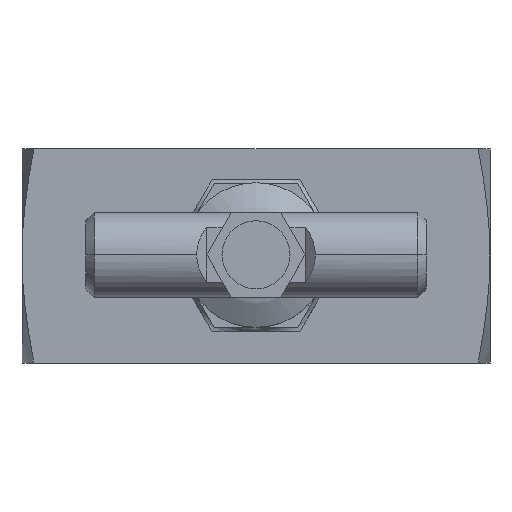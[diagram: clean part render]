
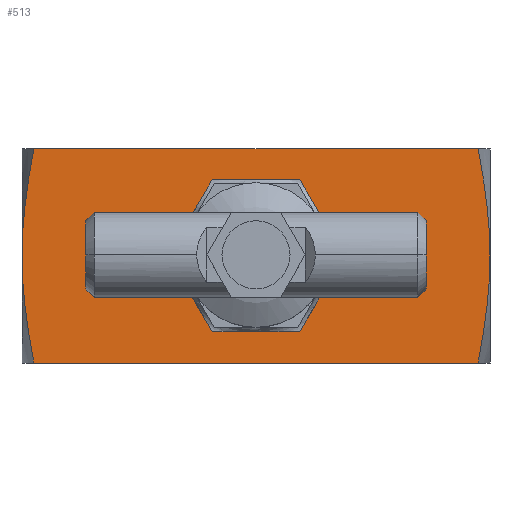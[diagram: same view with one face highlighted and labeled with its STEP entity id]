
A CAD part, top view. The second image highlights one B-rep face of the part: STEP entity #513.
In plain terms, the highlighted planar face has unit normal (0, 0, 1).
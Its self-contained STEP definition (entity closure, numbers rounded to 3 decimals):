
#270=CARTESIAN_POINT('POINT19',(0.,0.,
   16.002));
#271=VERTEX_POINT('VERTEX19',#270);
#355=CARTESIAN_POINT('POINT24',(69.85,0.,16.002));
#356=VERTEX_POINT('VERTEX24',#355);
#376=CARTESIAN_POINT('POINT25',(68.074,-16.002,
   16.002));
#377=VERTEX_POINT('VERTEX25',#376);
#384=CARTESIAN_POINT('POINT26',(1.776,-16.002,
   16.002));
#385=VERTEX_POINT('VERTEX26',#384);
#386=CARTESIAN_POINT('POS30',(34.925,-16.002,16.002));
#387=DIRECTION('DIR49',(1.,0.,0.));
#388=VECTOR('VEC11',#387,25.4);
#389=LINE('STRAIGHT11',#386,#388);
#390=EDGE_CURVE('EDGE40',#385,#377,#389,.T.);
#408=(BOUNDED_CURVE() B_SPLINE_CURVE(2,(#409,#410,#411),.UNSPECIFIED.,
   .F.,.F.) B_SPLINE_CURVE_WITH_KNOTS((3,3),(0.635,
   1.269),.UNSPECIFIED.) CURVE() 
   GEOMETRIC_REPRESENTATION_ITEM() RATIONAL_B_SPLINE_CURVE((1.,
   1.099,1.)) REPRESENTATION_ITEM('SPLINE_CRV11'))
   ;
#409=CARTESIAN_POINT('',(0.,0.,16.002));
#410=CARTESIAN_POINT('',(0.,-6.628,
   16.002));
#411=CARTESIAN_POINT('',(1.776,-16.002,16.002))
   ;
#412=EDGE_CURVE('EDGE42',#271,#385,#408,.T.);
#419=CARTESIAN_POINT('POINT27',(1.776,16.002,
   16.002));
#420=VERTEX_POINT('VERTEX27',#419);
#421=(BOUNDED_CURVE() B_SPLINE_CURVE(2,(#422,#423,#424),.UNSPECIFIED.,
   .F.,.F.) B_SPLINE_CURVE_WITH_KNOTS((3,3),(0.,
   0.635),.UNSPECIFIED.) CURVE() 
   GEOMETRIC_REPRESENTATION_ITEM() RATIONAL_B_SPLINE_CURVE((1.,
   1.099,1.)) REPRESENTATION_ITEM('SPLINE_CRV12'))
   ;
#422=CARTESIAN_POINT('',(1.776,16.002,16.002));
#423=CARTESIAN_POINT('',(0.,6.628,
   16.002));
#424=CARTESIAN_POINT('',(0.,0.,16.002));
#425=EDGE_CURVE('EDGE43',#420,#271,#421,.T.);
#441=CARTESIAN_POINT('POINT28',(68.074,16.002,
   16.002));
#442=VERTEX_POINT('VERTEX28',#441);
#443=CARTESIAN_POINT('POS32',(34.925,16.002,16.002));
#444=DIRECTION('DIR52',(-1.,0.,0.));
#445=VECTOR('VEC12',#444,25.4);
#446=LINE('STRAIGHT12',#443,#445);
#447=EDGE_CURVE('EDGE45',#442,#420,#446,.T.);
#464=(BOUNDED_CURVE() B_SPLINE_CURVE(2,(#465,#466,#467),.UNSPECIFIED.,
   .F.,.F.) B_SPLINE_CURVE_WITH_KNOTS((3,3),(0.635,
   1.269),.UNSPECIFIED.) CURVE() 
   GEOMETRIC_REPRESENTATION_ITEM() RATIONAL_B_SPLINE_CURVE((1.,
   1.099,1.)) REPRESENTATION_ITEM('SPLINE_CRV15'))
   ;
#465=CARTESIAN_POINT('',(69.85,0.,16.002));
#466=CARTESIAN_POINT('',(69.85,6.628,16.002));
#467=CARTESIAN_POINT('',(68.074,16.002,
   16.002));
#468=EDGE_CURVE('EDGE47',#356,#442,#464,.T.);
#476=(BOUNDED_CURVE() B_SPLINE_CURVE(2,(#477,#478,#479),.UNSPECIFIED.,
   .F.,.F.) B_SPLINE_CURVE_WITH_KNOTS((3,3),(0.,
   0.635),.UNSPECIFIED.) CURVE() 
   GEOMETRIC_REPRESENTATION_ITEM() RATIONAL_B_SPLINE_CURVE((1.,
   1.099,1.)) REPRESENTATION_ITEM('SPLINE_CRV16'))
   ;
#477=CARTESIAN_POINT('',(68.074,-16.002,
   16.002));
#478=CARTESIAN_POINT('',(69.85,-6.628,16.002))
   ;
#479=CARTESIAN_POINT('',(69.85,0.,16.002));
#480=EDGE_CURVE('EDGE48',#377,#356,#476,.T.);
#485=ORIENTED_EDGE('COEDGE91',*,*,#480,.T.);
#486=ORIENTED_EDGE('COEDGE92',*,*,#468,.T.);
#487=ORIENTED_EDGE('COEDGE93',*,*,#447,.T.);
#488=ORIENTED_EDGE('COEDGE94',*,*,#425,.T.);
#489=ORIENTED_EDGE('COEDGE95',*,*,#412,.T.);
#490=ORIENTED_EDGE('COEDGE96',*,*,#390,.T.);
#491=EDGE_LOOP('NONE',(#485,#486,#487,#488,#489,#490));
#492=FACE_BOUND('LOOP1',#491,.T.);
#493=CARTESIAN_POINT('POINT29',(46.26,0.,16.002));
#494=VERTEX_POINT('VERTEX29',#493);
#495=CARTESIAN_POINT('POINT30',(23.59,0.,
   16.002));
#496=VERTEX_POINT('VERTEX30',#495);
#497=CARTESIAN_POINT('POS34',(34.925,0.,16.002));
#498=DIRECTION('DIR55',(0.,0.,-1.));
#499=DIRECTION('DIR56',(1.,0.,0.));
#500=AXIS2_PLACEMENT_3D('AXIS22',#497,#498,#499);
#501=CIRCLE('ELLIPSE9',#500,11.335);
#502=EDGE_CURVE('EDGE49',#494,#496,#501,.T.);
#503=ORIENTED_EDGE('COEDGE97',*,*,#502,.T.);
#504=EDGE_CURVE('EDGE50',#496,#494,#501,.T.);
#505=ORIENTED_EDGE('COEDGE98',*,*,#504,.T.);
#506=EDGE_LOOP('NONE',(#503,#505));
#507=FACE_BOUND('LOOP1',#506,.T.);
#508=CARTESIAN_POINT('POS35',(34.925,0.,16.002));
#509=DIRECTION('DIR57',(0.,0.,1.));
#510=DIRECTION('DIR58',(1.,0.,0.));
#511=AXIS2_PLACEMENT_3D('AXIS23',#508,#509,#510);
#512=PLANE('PLANE8',#511);
#513=ADVANCED_FACE('FACE24',(#492,#507),#512,.T.);
